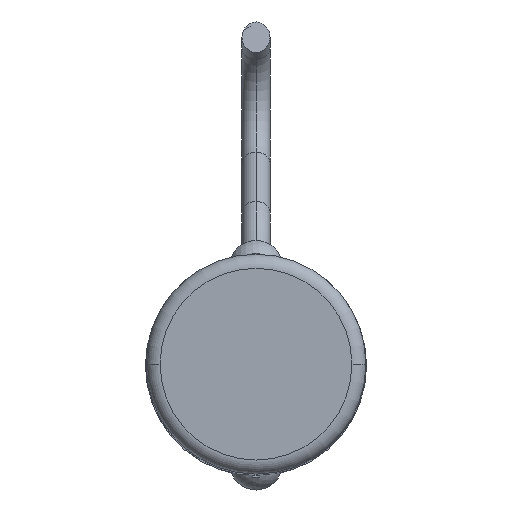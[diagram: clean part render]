
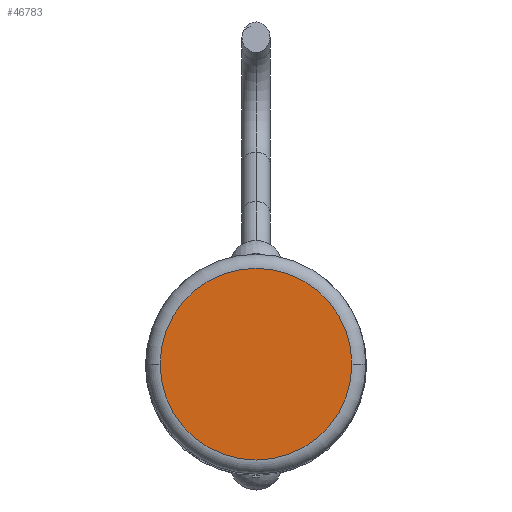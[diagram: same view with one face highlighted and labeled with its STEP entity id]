
A CAD part, top view. The second image highlights one B-rep face of the part: STEP entity #46783.
In plain terms, the highlighted planar face has unit normal (0, 0, 1).
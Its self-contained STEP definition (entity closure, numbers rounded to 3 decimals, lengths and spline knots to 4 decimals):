
#10725=CARTESIAN_POINT('',(0.,0.,8.55));
#10726=DIRECTION('',(0.,0.,-1.));
#10727=DIRECTION('',(1.,0.,0.));
#10728=AXIS2_PLACEMENT_3D('',#10725,#10726,#10727);
#10733=CARTESIAN_POINT('',(0.,0.,8.55));
#10734=DIRECTION('',(0.,0.,-1.));
#10735=DIRECTION('',(-1.,0.,0.));
#10736=AXIS2_PLACEMENT_3D('',#10733,#10734,#10735);
#36415=CARTESIAN_POINT('',(0.8544,0.,8.55));
#36416=CARTESIAN_POINT('',(-0.8544,0.,8.55));
#36417=VERTEX_POINT('',#36415);
#36418=VERTEX_POINT('',#36416);
#46774=CARTESIAN_POINT('',(0.,0.,8.55));
#46775=DIRECTION('',(0.,0.,1.));
#46776=DIRECTION('',(-1.,0.,0.));
#46777=AXIS2_PLACEMENT_3D('',#46774,#46775,#46776);
#46778=PLANE('',#46777);
#46779=ORIENTED_EDGE('',*,*,#46754,.T.);
#46780=ORIENTED_EDGE('',*,*,#46768,.T.);
#46781=EDGE_LOOP('',(#46779,#46780));
#46782=FACE_OUTER_BOUND('',#46781,.F.);
#10729=CIRCLE('',#10728,0.8544);
#10737=CIRCLE('',#10736,0.8544);
#46754=EDGE_CURVE('',#36417,#36418,#10729,.T.);
#46768=EDGE_CURVE('',#36418,#36417,#10737,.T.);
#46783=ADVANCED_FACE('',(#46782),#46778,.T.);
